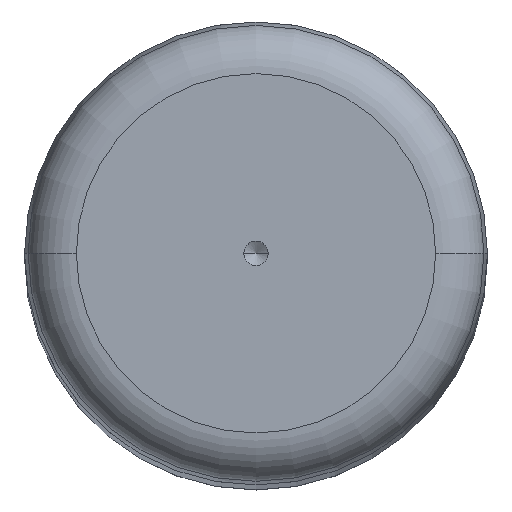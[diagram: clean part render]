
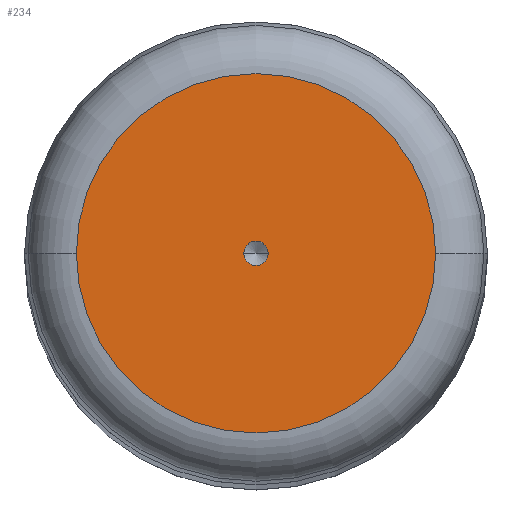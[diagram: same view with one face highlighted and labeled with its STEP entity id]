
A CAD part, top view. The second image highlights one B-rep face of the part: STEP entity #234.
In plain terms, the highlighted planar face has unit normal (0, 0, 1).
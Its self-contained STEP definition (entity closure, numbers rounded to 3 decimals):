
#4 = DIRECTION ( 'NONE',  ( 1., 0., 0. ) ) ;
#15 = CIRCLE ( 'NONE', #198, 14.75 ) ;
#101 = PLANE ( 'NONE',  #283 ) ;
#125 = CARTESIAN_POINT ( 'NONE',  ( -14.75, 0., 250. ) ) ;
#146 = CARTESIAN_POINT ( 'NONE',  ( 0., 0., 250. ) ) ;
#157 = EDGE_LOOP ( 'NONE', ( #494, #488 ) ) ;
#161 = AXIS2_PLACEMENT_3D ( 'NONE', #456, #467, #560 ) ;
#196 = VERTEX_POINT ( 'NONE', #260 ) ;
#198 = AXIS2_PLACEMENT_3D ( 'NONE', #146, #205, #4 ) ;
#203 = CIRCLE ( 'NONE', #161, 1. ) ;
#205 = DIRECTION ( 'NONE',  ( 0., 0., 1. ) ) ;
#208 = ORIENTED_EDGE ( 'NONE', *, *, #557, .F. ) ;
#209 = EDGE_CURVE ( 'NONE', #586, #378, #15, .T. ) ;
#234 = ADVANCED_FACE ( 'NONE', ( #437, #591 ), #101, .T. ) ;
#238 = CARTESIAN_POINT ( 'NONE',  ( 1., 0., 250. ) ) ;
#260 = CARTESIAN_POINT ( 'NONE',  ( -1., 0., 250. ) ) ;
#283 = AXIS2_PLACEMENT_3D ( 'NONE', #371, #477, #422 ) ;
#286 = DIRECTION ( 'NONE',  ( 1., 0., 0. ) ) ;
#289 = AXIS2_PLACEMENT_3D ( 'NONE', #510, #605, #286 ) ;
#292 = DIRECTION ( 'NONE',  ( 1., 0., 0. ) ) ;
#329 = VERTEX_POINT ( 'NONE', #238 ) ;
#369 = AXIS2_PLACEMENT_3D ( 'NONE', #561, #617, #292 ) ;
#371 = CARTESIAN_POINT ( 'NONE',  ( 0., 0., 250. ) ) ;
#378 = VERTEX_POINT ( 'NONE', #661 ) ;
#393 = EDGE_LOOP ( 'NONE', ( #208, #590 ) ) ;
#394 = CIRCLE ( 'NONE', #289, 1. ) ;
#405 = EDGE_CURVE ( 'NONE', #196, #329, #203, .T. ) ;
#422 = DIRECTION ( 'NONE',  ( 1., 0., 0. ) ) ;
#437 = FACE_BOUND ( 'NONE', #393, .T. ) ;
#456 = CARTESIAN_POINT ( 'NONE',  ( 0., 0., 250. ) ) ;
#467 = DIRECTION ( 'NONE',  ( 0., 0., 1. ) ) ;
#477 = DIRECTION ( 'NONE',  ( 0., 0., 1. ) ) ;
#488 = ORIENTED_EDGE ( 'NONE', *, *, #209, .T. ) ;
#494 = ORIENTED_EDGE ( 'NONE', *, *, #595, .T. ) ;
#510 = CARTESIAN_POINT ( 'NONE',  ( 0., 0., 250. ) ) ;
#557 = EDGE_CURVE ( 'NONE', #329, #196, #394, .T. ) ;
#560 = DIRECTION ( 'NONE',  ( 1., 0., 0. ) ) ;
#561 = CARTESIAN_POINT ( 'NONE',  ( 0., 0., 250. ) ) ;
#586 = VERTEX_POINT ( 'NONE', #125 ) ;
#590 = ORIENTED_EDGE ( 'NONE', *, *, #405, .F. ) ;
#591 = FACE_OUTER_BOUND ( 'NONE', #157, .T. ) ;
#595 = EDGE_CURVE ( 'NONE', #378, #586, #642, .T. ) ;
#605 = DIRECTION ( 'NONE',  ( 0., 0., 1. ) ) ;
#617 = DIRECTION ( 'NONE',  ( 0., 0., 1. ) ) ;
#642 = CIRCLE ( 'NONE', #369, 14.75 ) ;
#661 = CARTESIAN_POINT ( 'NONE',  ( 14.75, 0., 250. ) ) ;
